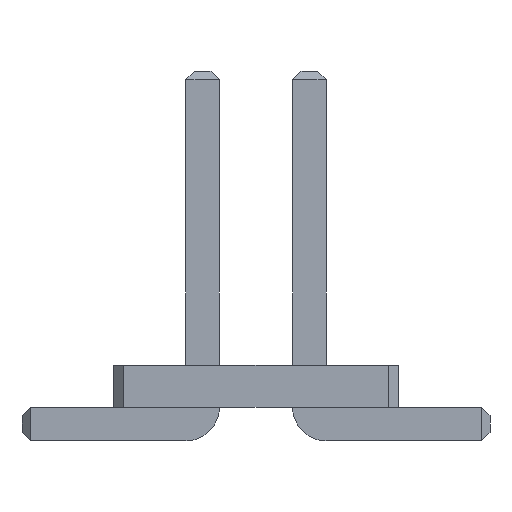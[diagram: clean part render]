
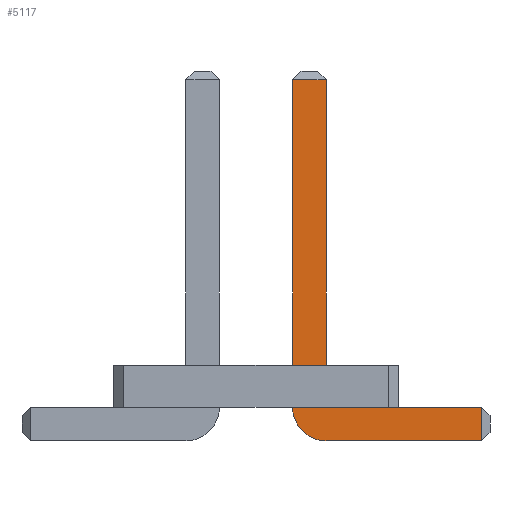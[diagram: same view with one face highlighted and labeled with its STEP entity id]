
A CAD part, front view. The second image highlights one B-rep face of the part: STEP entity #5117.
In plain terms, the highlighted planar face has unit normal (0, -1, 0).
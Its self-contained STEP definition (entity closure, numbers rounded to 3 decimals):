
#67=DIRECTION('',(1.,0.,0.));
#2321=VECTOR('',#67,1.);
#2374=DIRECTION('',(-1.,0.,0.));
#4915=VECTOR('',#2374,1.);
#4923=DIRECTION('',(-0.,1.,0.));
#4924=DIRECTION('',(0.,0.,-1.));
#4931=VECTOR('',#4932,1.);
#4932=DIRECTION('',(0.,0.,1.));
#4943=VECTOR('',#4924,1.);
#4955=DIRECTION('',(0.,1.,0.));
#4956=DIRECTION('',(1.,0.,0.));
#4963=VERTEX_POINT('',#4964);
#4964=CARTESIAN_POINT('',(2.685,-24.965,0.));
#4967=ORIENTED_EDGE('',*,*,#4968,.T.);
#4968=EDGE_CURVE('',#4963,#4969,#4971,.T.);
#4969=VERTEX_POINT('',#4970);
#4970=CARTESIAN_POINT('',(0.835,-24.965,0.));
#4971=LINE('',#4972,#4915);
#4972=CARTESIAN_POINT('',(2.785,-24.965,0.));
#5011=VERTEX_POINT('',#5012);
#5012=CARTESIAN_POINT('',(0.435,-24.965,0.4));
#5015=EDGE_CURVE('',#4969,#5011,#5016,.T.);
#5016=CIRCLE('',#5017,0.4);
#5017=AXIS2_PLACEMENT_3D('',#5018,#4923,#4924);
#5018=CARTESIAN_POINT('',(0.835,-24.965,0.4));
#5027=VERTEX_POINT('',#5018);
#5029=ORIENTED_EDGE('',*,*,#5030,.T.);
#5030=EDGE_CURVE('',#5027,#5031,#5033,.T.);
#5031=VERTEX_POINT('',#5032);
#5032=CARTESIAN_POINT('',(2.685,-24.965,0.4));
#5033=LINE('',#5018,#2321);
#5043=ORIENTED_EDGE('',*,*,#5044,.T.);
#5044=EDGE_CURVE('',#5011,#5045,#5047,.T.);
#5045=VERTEX_POINT('',#5046);
#5046=CARTESIAN_POINT('',(0.435,-24.965,4.3));
#5047=LINE('',#5048,#4931);
#5048=CARTESIAN_POINT('',(0.435,-24.965,0.));
#5061=VERTEX_POINT('',#5062);
#5062=CARTESIAN_POINT('',(0.835,-24.965,4.3));
#5064=ORIENTED_EDGE('',*,*,#5065,.T.);
#5065=EDGE_CURVE('',#5061,#5027,#5066,.T.);
#5066=LINE('',#5067,#4943);
#5067=CARTESIAN_POINT('',(0.835,-24.965,4.4));
#5117=ADVANCED_FACE('',(#5118),#5127,.F.);
#5118=FACE_BOUND('',#5119,.F.);
#5119=EDGE_LOOP('',(#4967,#5120,#5043,#5121,#5064,#5029,#5124));
#5120=ORIENTED_EDGE('',*,*,#5015,.T.);
#5121=ORIENTED_EDGE('',*,*,#5122,.T.);
#5122=EDGE_CURVE('',#5045,#5061,#5123,.T.);
#5123=LINE('',#5046,#2321);
#5124=ORIENTED_EDGE('',*,*,#5125,.T.);
#5125=EDGE_CURVE('',#5031,#4963,#5126,.T.);
#5126=LINE('',#5032,#4943);
#5127=PLANE('',#5128);
#5128=AXIS2_PLACEMENT_3D('',#5129,#4955,#4956);
#5129=CARTESIAN_POINT('',(1.032,-24.965,1.622));
